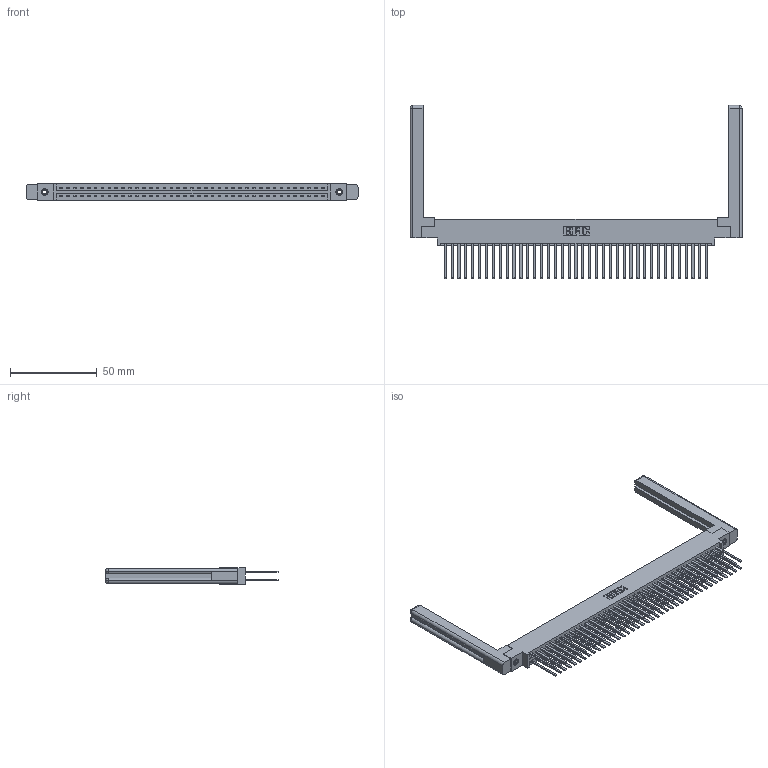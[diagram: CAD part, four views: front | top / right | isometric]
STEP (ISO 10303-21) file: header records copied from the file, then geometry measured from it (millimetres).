
FILE_DESCRIPTION (( 'STEP AP203' ), '1' );
FILE_NAME ('387-078-544-858.STEP', '2019-10-22T06:30:56', ( '' ), ( '' ), 'SwSTEP 2.0', 'SolidWorks 2016', '' );
FILE_SCHEMA (( 'CONFIG_CONTROL_DESIGN' ));
Length unit declared in the file: inch
Products named in the file (5): 387-078-544-858; 345-250-001_345-250-001-102; 337 Part_0.170 Offset - 0.156 Dia-TI; 307-220-058; 345-292-001_345-293-144
Assembly tree (83 placements, depth 2):
  387-078-544-858
    337 Part_0.170 Offset - 0.156 Dia-TI
    345-292-001_345-293-144  x78
    345-250-001_345-250-001-102  x2
    307-220-058  x2
Bounding box: 191.16 x 99.7 x 9.4 mm (x, y, z)
Volume: 28224.3 mm3; surface area: 32530.6 mm2
Topology: 83 solids, 83 shells, 4004 faces, 11831 edges, 7770 vertices
Faces by surface type: plane 2810, cylinder 1170, cone 12, torus 12
Entity records: 33208 total; most frequent: CARTESIAN_POINT 5605, ORIENTED_EDGE 5480, DIRECTION 4784, EDGE_CURVE 2740, VECTOR 2568, LINE 2568, VERTEX_POINT 1818, AXIS2_PLACEMENT_3D 1108
